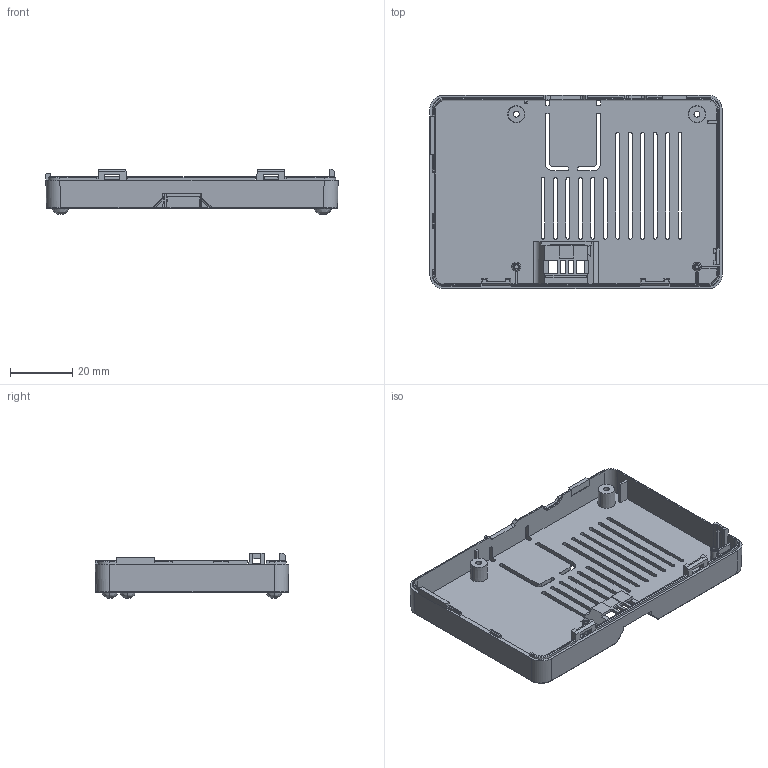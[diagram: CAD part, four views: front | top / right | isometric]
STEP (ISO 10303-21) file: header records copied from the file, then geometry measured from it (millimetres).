
FILE_DESCRIPTION (( 'STEP AP214' ), '1' );
FILE_NAME ('CASE_7_BOTTOM_COVER_200327.STEP', '2020-03-27T04:43:16', ( '' ), ( '' ), 'SwSTEP 2.0', 'SolidWorks 2016', '' );
FILE_SCHEMA (( 'AUTOMOTIVE_DESIGN' ));
Length unit declared in the file: millimetre
Products named in the file (1): CASE_7_BOTTOM_COVER_200327
Bounding box: 93.9 x 62.2 x 14.5 mm (x, y, z)
Volume: 11896.2 mm3; surface area: 18219 mm2
Topology: 1 solids, 1 shells, 567 faces, 1524 edges, 945 vertices
Faces by surface type: plane 261, cylinder 151, bspline 80, cone 35, torus 34, sphere 6
Entity records: 19654 total; most frequent: CARTESIAN_POINT 6112, ORIENTED_EDGE 3024, DIRECTION 2522, EDGE_CURVE 1512, VERTEX_POINT 945, VECTOR 944, LINE 944, AXIS2_PLACEMENT_3D 789
